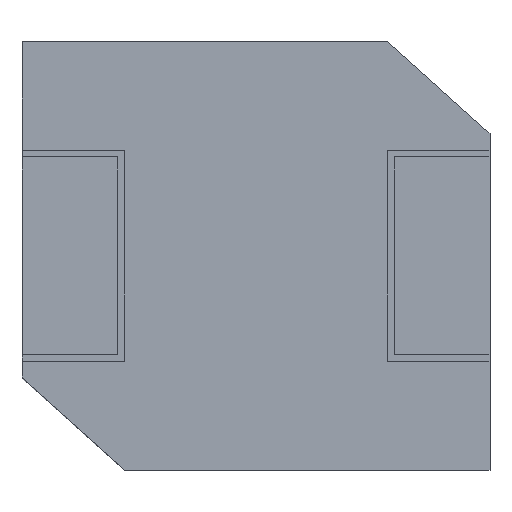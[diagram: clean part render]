
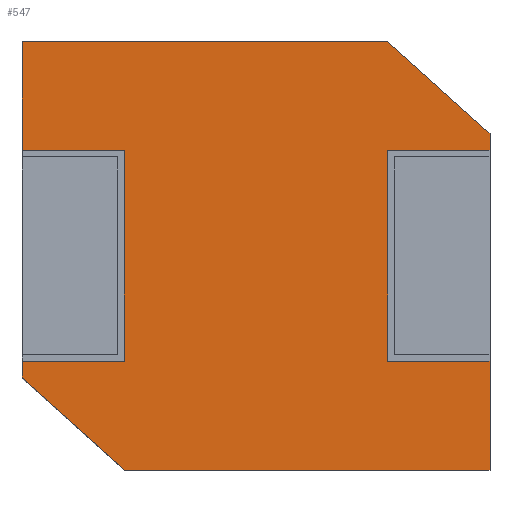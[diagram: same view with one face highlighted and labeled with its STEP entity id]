
A CAD part, top view. The second image highlights one B-rep face of the part: STEP entity #547.
In plain terms, the highlighted planar face has unit normal (0, 0, 1).
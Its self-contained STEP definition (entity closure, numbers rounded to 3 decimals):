
#45=FACE_OUTER_BOUND('',#73,.T.);
#73=EDGE_LOOP('',(#469,#470,#471,#472,#473,#474,#475,#476,#477,#478,#479,
#480,#481,#482));
#78=LINE('',#733,#152);
#89=LINE('',#756,#163);
#118=LINE('',#814,#192);
#121=LINE('',#819,#195);
#127=LINE('',#831,#201);
#129=LINE('',#835,#203);
#131=LINE('',#839,#205);
#133=LINE('',#844,#207);
#136=LINE('',#848,#210);
#137=LINE('',#850,#211);
#138=LINE('',#853,#212);
#142=LINE('',#861,#216);
#145=LINE('',#867,#219);
#148=LINE('',#871,#222);
#152=VECTOR('',#598,10.);
#163=VECTOR('',#613,10.);
#192=VECTOR('',#664,10.);
#195=VECTOR('',#669,10.);
#201=VECTOR('',#679,10.);
#203=VECTOR('',#683,10.);
#205=VECTOR('',#687,10.);
#207=VECTOR('',#691,10.);
#210=VECTOR('',#696,10.);
#211=VECTOR('',#699,10.);
#212=VECTOR('',#702,10.);
#216=VECTOR('',#708,10.);
#219=VECTOR('',#713,10.);
#222=VECTOR('',#718,10.);
#226=VERTEX_POINT('',#730);
#227=VERTEX_POINT('',#732);
#236=VERTEX_POINT('',#753);
#237=VERTEX_POINT('',#755);
#254=VERTEX_POINT('',#811);
#255=VERTEX_POINT('',#813);
#256=VERTEX_POINT('',#817);
#260=VERTEX_POINT('',#829);
#261=VERTEX_POINT('',#833);
#262=VERTEX_POINT('',#837);
#264=VERTEX_POINT('',#843);
#265=VERTEX_POINT('',#852);
#268=VERTEX_POINT('',#860);
#270=VERTEX_POINT('',#866);
#274=EDGE_CURVE('',#227,#226,#78,.T.);
#285=EDGE_CURVE('',#237,#236,#89,.T.);
#314=EDGE_CURVE('',#255,#254,#118,.T.);
#317=EDGE_CURVE('',#254,#256,#121,.T.);
#323=EDGE_CURVE('',#236,#260,#127,.T.);
#325=EDGE_CURVE('',#260,#261,#129,.T.);
#327=EDGE_CURVE('',#261,#262,#131,.T.);
#329=EDGE_CURVE('',#264,#237,#133,.T.);
#332=EDGE_CURVE('',#226,#264,#136,.T.);
#333=EDGE_CURVE('',#256,#227,#137,.T.);
#334=EDGE_CURVE('',#265,#255,#138,.T.);
#338=EDGE_CURVE('',#268,#265,#142,.T.);
#341=EDGE_CURVE('',#270,#268,#145,.T.);
#344=EDGE_CURVE('',#262,#270,#148,.T.);
#469=ORIENTED_EDGE('',*,*,#323,.T.);
#470=ORIENTED_EDGE('',*,*,#325,.T.);
#471=ORIENTED_EDGE('',*,*,#327,.T.);
#472=ORIENTED_EDGE('',*,*,#344,.T.);
#473=ORIENTED_EDGE('',*,*,#341,.T.);
#474=ORIENTED_EDGE('',*,*,#338,.T.);
#475=ORIENTED_EDGE('',*,*,#334,.T.);
#476=ORIENTED_EDGE('',*,*,#314,.T.);
#477=ORIENTED_EDGE('',*,*,#317,.T.);
#478=ORIENTED_EDGE('',*,*,#333,.T.);
#479=ORIENTED_EDGE('',*,*,#274,.T.);
#480=ORIENTED_EDGE('',*,*,#332,.T.);
#481=ORIENTED_EDGE('',*,*,#329,.T.);
#482=ORIENTED_EDGE('',*,*,#285,.T.);
#519=PLANE('',#589);
#547=ADVANCED_FACE('',(#45),#519,.T.);
#589=AXIS2_PLACEMENT_3D('',#872,#719,#720);
#598=DIRECTION('',(0.,1.,0.));
#613=DIRECTION('',(0.,-1.,0.));
#664=DIRECTION('',(-1.,0.,0.));
#669=DIRECTION('',(0.,1.,0.));
#679=DIRECTION('',(1.,0.,0.));
#683=DIRECTION('',(0.,-1.,0.));
#687=DIRECTION('',(-1.,0.,0.));
#691=DIRECTION('',(-1.,0.,0.));
#696=DIRECTION('',(-0.743,0.669,0.));
#699=DIRECTION('',(1.,0.,0.));
#702=DIRECTION('',(0.,1.,0.));
#708=DIRECTION('',(1.,0.,0.));
#713=DIRECTION('',(0.743,-0.669,0.));
#718=DIRECTION('',(0.,-1.,0.));
#719=DIRECTION('center_axis',(0.,0.,1.));
#720=DIRECTION('ref_axis',(1.,0.,0.));
#730=CARTESIAN_POINT('',(3.55,1.854,3.));
#732=CARTESIAN_POINT('',(3.55,1.6,3.));
#733=CARTESIAN_POINT('',(3.55,3.25,3.));
#753=CARTESIAN_POINT('',(-3.55,1.6,3.));
#755=CARTESIAN_POINT('',(-3.55,3.25,3.));
#756=CARTESIAN_POINT('',(-3.55,1.6,3.));
#811=CARTESIAN_POINT('',(2.,-1.6,3.));
#813=CARTESIAN_POINT('',(3.55,-1.6,3.));
#814=CARTESIAN_POINT('',(2.,-1.6,3.));
#817=CARTESIAN_POINT('',(2.,1.6,3.));
#819=CARTESIAN_POINT('',(2.,1.6,3.));
#829=CARTESIAN_POINT('',(-2.,1.6,3.));
#831=CARTESIAN_POINT('',(-3.55,1.6,3.));
#833=CARTESIAN_POINT('',(-2.,-1.6,3.));
#835=CARTESIAN_POINT('',(-2.,1.6,3.));
#837=CARTESIAN_POINT('',(-3.55,-1.6,3.));
#839=CARTESIAN_POINT('',(-2.,-1.6,3.));
#843=CARTESIAN_POINT('',(2.,3.25,3.));
#844=CARTESIAN_POINT('',(-3.55,3.25,3.));
#848=CARTESIAN_POINT('',(2.,3.25,3.));
#850=CARTESIAN_POINT('',(3.55,1.6,3.));
#852=CARTESIAN_POINT('',(3.55,-3.25,3.));
#853=CARTESIAN_POINT('',(3.55,-1.6,3.));
#860=CARTESIAN_POINT('',(-2.,-3.25,3.));
#861=CARTESIAN_POINT('',(3.55,-3.25,3.));
#866=CARTESIAN_POINT('',(-3.55,-1.854,3.));
#867=CARTESIAN_POINT('',(-3.55,-1.854,3.));
#871=CARTESIAN_POINT('',(-3.55,-3.25,3.));
#872=CARTESIAN_POINT('Origin',(0.,0.,3.));
